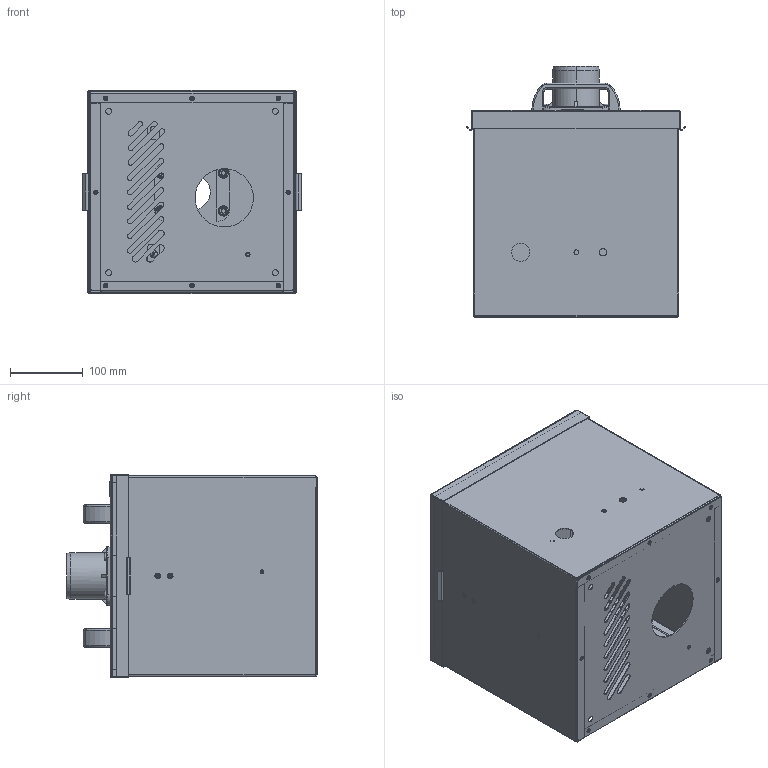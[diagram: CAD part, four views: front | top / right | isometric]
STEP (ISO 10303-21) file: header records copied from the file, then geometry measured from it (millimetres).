
FILE_DESCRIPTION (( 'STEP AP214' ), '1' );
FILE_NAME ('194034M SINGLE PORT.STEP', '2025-03-13T08:11:07', ( '' ), ( '' ), 'SwSTEP 2.0', 'SolidWorks 2021', '' );
FILE_SCHEMA (( 'AUTOMOTIVE_DESIGN' ));
Length unit declared in the file: millimetre
Products named in the file (21): 194034M-2; 194003-1; 194034M-5; 194034M SINGLE PORT; 712115; 580079_D_HANDLE; 730315; 712111; PurexLogoSmall; 720020_M6; 194003; 194034M-1; 710125_M5_x_10_Bolt ; 712009; 840048; 850054; 710151; 712001
Assembly tree (59 placements, depth 3):
  194034M SINGLE PORT
    194034M-1
      194034M-1
      712111  x9
      712009  x3
    194034M-2
      194034M-2
      712111  x4
      712115
      712009
    194034M-5
      194034M-5
      712001
    194003
      194003-1
      PurexLogoSmall
      580079_D_HANDLE  x2
      710125_M5_x_10_Bolt   x4
      730315  x4
      710151  x4
      720020_M6  x4
      850054  x12
      840048
Bounding box: 300.97 x 344.4 x 279.4 mm (x, y, z)
Volume: 858395 mm3; surface area: 1150037.2 mm2
Topology: 55 solids, 55 shells, 3665 faces, 9065 edges, 5620 vertices
Faces by surface type: plane 1201, cylinder 965, cone 942, bspline 457, torus 92, sphere 8
Entity records: 50237 total; most frequent: CARTESIAN_POINT 14162, DIRECTION 7388, ORIENTED_EDGE 7340, EDGE_CURVE 3670, AXIS2_PLACEMENT_3D 2817, VERTEX_POINT 2248, VECTOR 1754, LINE 1754
